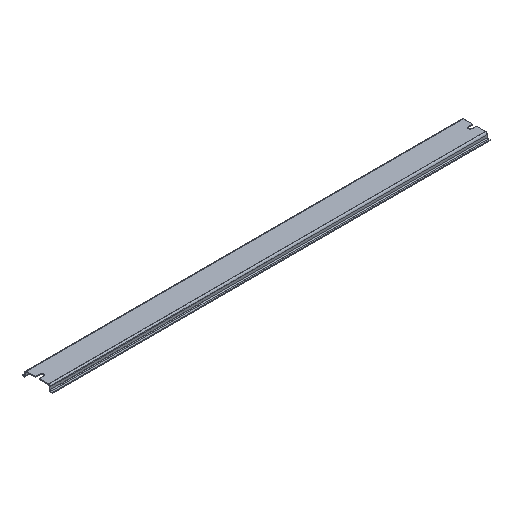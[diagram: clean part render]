
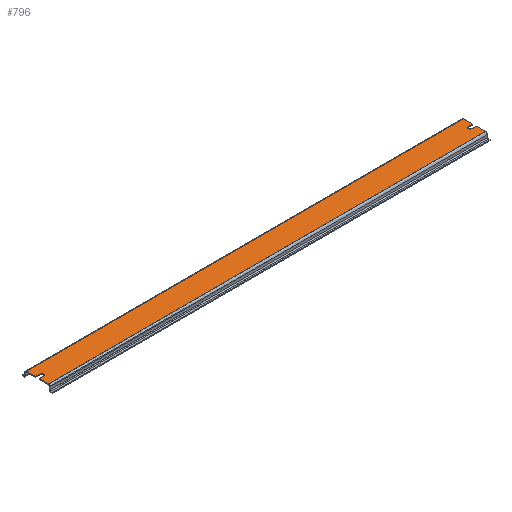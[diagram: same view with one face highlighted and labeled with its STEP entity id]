
A CAD part, isometric view. The second image highlights one B-rep face of the part: STEP entity #796.
In plain terms, the highlighted planar face has unit normal (0, 0, 1).
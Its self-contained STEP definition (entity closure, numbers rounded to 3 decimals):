
#3 = EDGE_CURVE ( 'NONE', #242, #626, #8, .T. ) ;
#6 = CARTESIAN_POINT ( 'NONE',  ( 500., -12.5, 0. ) ) ;
#8 = LINE ( 'NONE', #652, #691 ) ;
#20 = CARTESIAN_POINT ( 'NONE',  ( 0., 12.5, 0. ) ) ;
#36 = EDGE_CURVE ( 'NONE', #978, #582, #842, .T. ) ;
#51 = AXIS2_PLACEMENT_3D ( 'NONE', #621, #1034, #134 ) ;
#64 = DIRECTION ( 'NONE',  ( -1., 0., 0. ) ) ;
#70 = CARTESIAN_POINT ( 'NONE',  ( 495., 0., 0. ) ) ;
#84 = ORIENTED_EDGE ( 'NONE', *, *, #1036, .F. ) ;
#86 = ORIENTED_EDGE ( 'NONE', *, *, #1046, .F. ) ;
#97 = LINE ( 'NONE', #576, #588 ) ;
#99 = ORIENTED_EDGE ( 'NONE', *, *, #755, .T. ) ;
#106 = CARTESIAN_POINT ( 'NONE',  ( 0., -2., 0. ) ) ;
#111 = EDGE_CURVE ( 'NONE', #1001, #428, #97, .T. ) ;
#120 = ORIENTED_EDGE ( 'NONE', *, *, #534, .F. ) ;
#128 = VERTEX_POINT ( 'NONE', #984 ) ;
#134 = DIRECTION ( 'NONE',  ( 0., 1., 0. ) ) ;
#137 = CARTESIAN_POINT ( 'NONE',  ( 500., -2., 0. ) ) ;
#143 = ORIENTED_EDGE ( 'NONE', *, *, #734, .T. ) ;
#145 = DIRECTION ( 'NONE',  ( 0., 0., -1. ) ) ;
#166 = DIRECTION ( 'NONE',  ( -1., 0., 0. ) ) ;
#175 = LINE ( 'NONE', #365, #1049 ) ;
#203 = VERTEX_POINT ( 'NONE', #532 ) ;
#216 = CIRCLE ( 'NONE', #51, 2. ) ;
#223 = DIRECTION ( 'NONE',  ( -1., 0., 0. ) ) ;
#237 = ORIENTED_EDGE ( 'NONE', *, *, #111, .T. ) ;
#242 = VERTEX_POINT ( 'NONE', #137 ) ;
#262 = VECTOR ( 'NONE', #358, 1000. ) ;
#271 = ORIENTED_EDGE ( 'NONE', *, *, #345, .F. ) ;
#287 = LINE ( 'NONE', #936, #881 ) ;
#306 = DIRECTION ( 'NONE',  ( 0., -1., 0. ) ) ;
#309 = LINE ( 'NONE', #790, #657 ) ;
#311 = ORIENTED_EDGE ( 'NONE', *, *, #702, .F. ) ;
#345 = EDGE_CURVE ( 'NONE', #723, #428, #563, .T. ) ;
#348 = CARTESIAN_POINT ( 'NONE',  ( 0., -2., 0. ) ) ;
#354 = VECTOR ( 'NONE', #306, 1000. ) ;
#358 = DIRECTION ( 'NONE',  ( 0., -1., 0. ) ) ;
#365 = CARTESIAN_POINT ( 'NONE',  ( 500., -12.5, 0. ) ) ;
#383 = DIRECTION ( 'NONE',  ( 0., 0., -1. ) ) ;
#395 = VERTEX_POINT ( 'NONE', #634 ) ;
#398 = CARTESIAN_POINT ( 'NONE',  ( 5., 2., 0. ) ) ;
#402 = VERTEX_POINT ( 'NONE', #954 ) ;
#420 = VECTOR ( 'NONE', #909, 1000. ) ;
#428 = VERTEX_POINT ( 'NONE', #490 ) ;
#445 = ORIENTED_EDGE ( 'NONE', *, *, #782, .T. ) ;
#455 = AXIS2_PLACEMENT_3D ( 'NONE', #70, #145, #980 ) ;
#461 = FACE_OUTER_BOUND ( 'NONE', #843, .T. ) ;
#490 = CARTESIAN_POINT ( 'NONE',  ( 0., 2., 0. ) ) ;
#523 = VECTOR ( 'NONE', #166, 1000. ) ;
#532 = CARTESIAN_POINT ( 'NONE',  ( 495., 2., 0. ) ) ;
#534 = EDGE_CURVE ( 'NONE', #978, #402, #988, .T. ) ;
#563 = LINE ( 'NONE', #398, #792 ) ;
#571 = CARTESIAN_POINT ( 'NONE',  ( 500., 12.5, 0. ) ) ;
#576 = CARTESIAN_POINT ( 'NONE',  ( 0., 12.5, 0. ) ) ;
#582 = VERTEX_POINT ( 'NONE', #820 ) ;
#588 = VECTOR ( 'NONE', #664, 1000. ) ;
#621 = CARTESIAN_POINT ( 'NONE',  ( 5., 0., 0. ) ) ;
#626 = VERTEX_POINT ( 'NONE', #925 ) ;
#631 = DIRECTION ( 'NONE',  ( -1., 0., 0. ) ) ;
#634 = CARTESIAN_POINT ( 'NONE',  ( 500., 12.5, 0. ) ) ;
#652 = CARTESIAN_POINT ( 'NONE',  ( 500., -2., 0. ) ) ;
#657 = VECTOR ( 'NONE', #704, 1000. ) ;
#664 = DIRECTION ( 'NONE',  ( 0., -1., 0. ) ) ;
#691 = VECTOR ( 'NONE', #223, 1000. ) ;
#702 = EDGE_CURVE ( 'NONE', #242, #811, #287, .T. ) ;
#704 = DIRECTION ( 'NONE',  ( 1., 0., 0. ) ) ;
#723 = VERTEX_POINT ( 'NONE', #945 ) ;
#734 = EDGE_CURVE ( 'NONE', #203, #128, #309, .T. ) ;
#755 = EDGE_CURVE ( 'NONE', #395, #1001, #1037, .T. ) ;
#780 = CARTESIAN_POINT ( 'NONE',  ( 500., 12.5, 0. ) ) ;
#782 = EDGE_CURVE ( 'NONE', #626, #203, #812, .T. ) ;
#785 = CARTESIAN_POINT ( 'NONE',  ( 500., 12.5, 0. ) ) ;
#790 = CARTESIAN_POINT ( 'NONE',  ( 495., 2., 0. ) ) ;
#792 = VECTOR ( 'NONE', #631, 1000. ) ;
#796 = ADVANCED_FACE ( 'NONE', ( #461 ), #878, .F. ) ;
#811 = VERTEX_POINT ( 'NONE', #6 ) ;
#812 = CIRCLE ( 'NONE', #455, 2. ) ;
#816 = ORIENTED_EDGE ( 'NONE', *, *, #3, .T. ) ;
#820 = CARTESIAN_POINT ( 'NONE',  ( 0., -12.5, 0. ) ) ;
#838 = ORIENTED_EDGE ( 'NONE', *, *, #36, .T. ) ;
#839 = CARTESIAN_POINT ( 'NONE',  ( 0., 12.5, 0. ) ) ;
#842 = LINE ( 'NONE', #20, #262 ) ;
#843 = EDGE_LOOP ( 'NONE', ( #271, #84, #120, #838, #956, #311, #816, #445, #143, #86, #99, #237 ) ) ;
#853 = DIRECTION ( 'NONE',  ( 0., -1., 0. ) ) ;
#856 = LINE ( 'NONE', #780, #354 ) ;
#878 = PLANE ( 'NONE',  #1047 ) ;
#881 = VECTOR ( 'NONE', #853, 1000. ) ;
#908 = DIRECTION ( 'NONE',  ( -1., 0., 0. ) ) ;
#909 = DIRECTION ( 'NONE',  ( 1., 0., 0. ) ) ;
#925 = CARTESIAN_POINT ( 'NONE',  ( 495., -2., 0. ) ) ;
#936 = CARTESIAN_POINT ( 'NONE',  ( 500., 12.5, 0. ) ) ;
#945 = CARTESIAN_POINT ( 'NONE',  ( 5., 2., 0. ) ) ;
#954 = CARTESIAN_POINT ( 'NONE',  ( 5., -2., 0. ) ) ;
#956 = ORIENTED_EDGE ( 'NONE', *, *, #1027, .F. ) ;
#978 = VERTEX_POINT ( 'NONE', #348 ) ;
#980 = DIRECTION ( 'NONE',  ( 0., 1., 0. ) ) ;
#984 = CARTESIAN_POINT ( 'NONE',  ( 500., 2., 0. ) ) ;
#988 = LINE ( 'NONE', #106, #420 ) ;
#1001 = VERTEX_POINT ( 'NONE', #839 ) ;
#1027 = EDGE_CURVE ( 'NONE', #811, #582, #175, .T. ) ;
#1034 = DIRECTION ( 'NONE',  ( 0., 0., 1. ) ) ;
#1036 = EDGE_CURVE ( 'NONE', #402, #723, #216, .T. ) ;
#1037 = LINE ( 'NONE', #785, #523 ) ;
#1046 = EDGE_CURVE ( 'NONE', #395, #128, #856, .T. ) ;
#1047 = AXIS2_PLACEMENT_3D ( 'NONE', #571, #383, #64 ) ;
#1049 = VECTOR ( 'NONE', #908, 1000. ) ;
